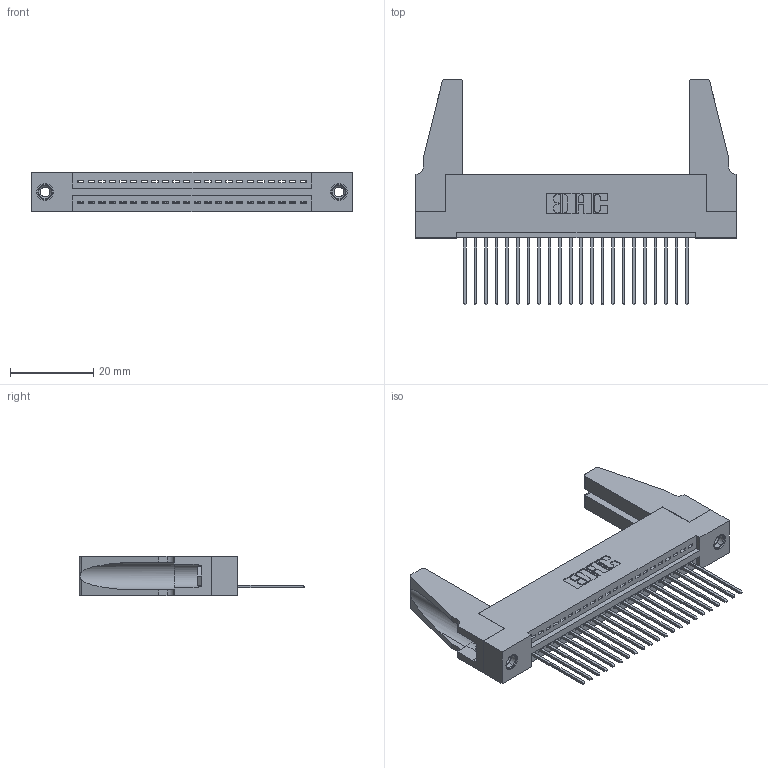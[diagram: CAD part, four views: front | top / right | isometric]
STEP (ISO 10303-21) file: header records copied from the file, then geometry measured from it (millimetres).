
FILE_DESCRIPTION (( 'STEP AP203' ), '1' );
FILE_NAME ('395-022-542-188.STEP', '2019-10-18T03:32:15', ( '' ), ( '' ), 'SwSTEP 2.0', 'SolidWorks 2016', '' );
FILE_SCHEMA (( 'CONFIG_CONTROL_DESIGN' ));
Length unit declared in the file: inch
Products named in the file (5): 345-220-078_345-220-088; 345-292-001_345-293-142; 395-022-542-188; 345 Part_Flush Mounting Lugs - 0.156 Dia-TH; 345-250-001_345-250-001-102
Assembly tree (27 placements, depth 2):
  395-022-542-188
    345 Part_Flush Mounting Lugs - 0.156 Dia-TH
    345-292-001_345-293-142  x22
    345-250-001_345-250-001-102  x2
    345-220-078_345-220-088  x2
Bounding box: 77.11 x 54.15 x 9.4 mm (x, y, z)
Volume: 10462 mm3; surface area: 12747.8 mm2
Topology: 27 solids, 27 shells, 1526 faces, 4527 edges, 2978 vertices
Faces by surface type: plane 1032, cylinder 478, cone 12, torus 4
Entity records: 21416 total; most frequent: CARTESIAN_POINT 3700, ORIENTED_EDGE 3616, DIRECTION 3268, EDGE_CURVE 1808, LINE 1546, VECTOR 1546, VERTEX_POINT 1198, AXIS2_PLACEMENT_3D 861
